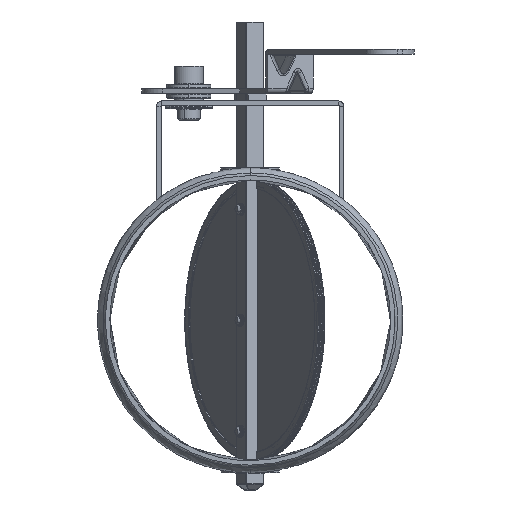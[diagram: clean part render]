
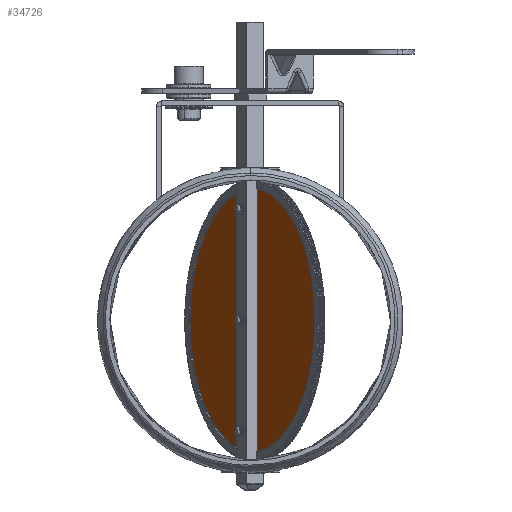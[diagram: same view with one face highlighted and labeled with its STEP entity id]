
A CAD part, left-side view. The second image highlights one B-rep face of the part: STEP entity #34726.
In plain terms, the highlighted free-form (B-spline) face has degree [1, 1] with [2, 2] control points.
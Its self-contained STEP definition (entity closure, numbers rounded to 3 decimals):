
#34488 = EDGE_CURVE('',#34489,#34491,#34493,.T.);
#34489 = VERTEX_POINT('',#34490);
#34490 = CARTESIAN_POINT('',(-111.271,71.225,
    162.807));
#34491 = VERTEX_POINT('',#34492);
#34492 = CARTESIAN_POINT('',(-111.271,71.225,
    247.976));
#34493 = ( BOUNDED_CURVE() B_SPLINE_CURVE(2,(#34494,#34495,#34496,#34497
,#34498),.UNSPECIFIED.,.F.,.F.) B_SPLINE_CURVE_WITH_KNOTS((3,2,3),(0.,
1.571,3.142),.PIECEWISE_BEZIER_KNOTS.) CURVE() 
GEOMETRIC_REPRESENTATION_ITEM() RATIONAL_B_SPLINE_CURVE((1.,
0.707,1.,0.707,1.)) REPRESENTATION_ITEM('') );
#34494 = CARTESIAN_POINT('',(-111.271,71.225,
    162.807));
#34495 = CARTESIAN_POINT('',(-73.855,91.56,
    162.807));
#34496 = CARTESIAN_POINT('',(-73.855,91.56,
    205.391));
#34497 = CARTESIAN_POINT('',(-73.855,91.56,
    247.976));
#34498 = CARTESIAN_POINT('',(-111.271,71.225,
    247.976));
#34537 = VERTEX_POINT('',#34538);
#34538 = CARTESIAN_POINT('',(-111.271,71.225,
    168.269));
#34556 = VERTEX_POINT('',#34557);
#34557 = CARTESIAN_POINT('',(-111.271,71.225,
    172.157));
#34562 = EDGE_CURVE('',#34556,#34537,#34563,.T.);
#34563 = ( BOUNDED_CURVE() B_SPLINE_CURVE(2,(#34564,#34565,#34566,#34567
,#34568),.UNSPECIFIED.,.F.,.F.) B_SPLINE_CURVE_WITH_KNOTS((3,2,3),(
    3.142,4.712,6.283),
.PIECEWISE_BEZIER_KNOTS.) CURVE() GEOMETRIC_REPRESENTATION_ITEM() 
RATIONAL_B_SPLINE_CURVE((1.,0.707,1.,0.707,1.)) 
REPRESENTATION_ITEM('') );
#34564 = CARTESIAN_POINT('',(-111.271,71.225,
    172.157));
#34565 = CARTESIAN_POINT('',(-112.979,70.297,
    172.157));
#34566 = CARTESIAN_POINT('',(-112.979,70.297,
    170.213));
#34567 = CARTESIAN_POINT('',(-112.979,70.297,
    168.269));
#34568 = CARTESIAN_POINT('',(-111.271,71.225,
    168.269));
#34585 = VERTEX_POINT('',#34586);
#34586 = CARTESIAN_POINT('',(-111.271,71.225,
    203.447));
#34604 = VERTEX_POINT('',#34605);
#34605 = CARTESIAN_POINT('',(-111.271,71.225,
    207.335));
#34610 = EDGE_CURVE('',#34604,#34585,#34611,.T.);
#34611 = ( BOUNDED_CURVE() B_SPLINE_CURVE(2,(#34612,#34613,#34614,#34615
,#34616),.UNSPECIFIED.,.F.,.F.) B_SPLINE_CURVE_WITH_KNOTS((3,2,3),(
    3.142,4.712,6.283),
.PIECEWISE_BEZIER_KNOTS.) CURVE() GEOMETRIC_REPRESENTATION_ITEM() 
RATIONAL_B_SPLINE_CURVE((1.,0.707,1.,0.707,1.)) 
REPRESENTATION_ITEM('') );
#34612 = CARTESIAN_POINT('',(-111.271,71.225,
    207.335));
#34613 = CARTESIAN_POINT('',(-112.979,70.297,
    207.335));
#34614 = CARTESIAN_POINT('',(-112.979,70.297,
    205.391));
#34615 = CARTESIAN_POINT('',(-112.979,70.297,
    203.447));
#34616 = CARTESIAN_POINT('',(-111.271,71.225,
    203.447));
#34633 = VERTEX_POINT('',#34634);
#34634 = CARTESIAN_POINT('',(-111.271,71.225,
    238.626));
#34652 = VERTEX_POINT('',#34653);
#34653 = CARTESIAN_POINT('',(-111.271,71.225,
    242.514));
#34658 = EDGE_CURVE('',#34652,#34633,#34659,.T.);
#34659 = ( BOUNDED_CURVE() B_SPLINE_CURVE(2,(#34660,#34661,#34662,#34663
,#34664),.UNSPECIFIED.,.F.,.F.) B_SPLINE_CURVE_WITH_KNOTS((3,2,3),(
    3.142,4.712,6.283),
.PIECEWISE_BEZIER_KNOTS.) CURVE() GEOMETRIC_REPRESENTATION_ITEM() 
RATIONAL_B_SPLINE_CURVE((1.,0.707,1.,0.707,1.)) 
REPRESENTATION_ITEM('') );
#34660 = CARTESIAN_POINT('',(-111.271,71.225,
    242.514));
#34661 = CARTESIAN_POINT('',(-112.979,70.297,
    242.514));
#34662 = CARTESIAN_POINT('',(-112.979,70.297,
    240.57));
#34663 = CARTESIAN_POINT('',(-112.979,70.297,
    238.626));
#34664 = CARTESIAN_POINT('',(-111.271,71.225,
    238.626));
#34726 = ADVANCED_FACE('',(#34727,#34738,#34749,#34760),#34771,.T.);
#34727 = FACE_BOUND('',#34728,.T.);
#34728 = EDGE_LOOP('',(#34729,#34737));
#34729 = ORIENTED_EDGE('',*,*,#34730,.T.);
#34730 = EDGE_CURVE('',#34633,#34652,#34731,.T.);
#34731 = ( BOUNDED_CURVE() B_SPLINE_CURVE(2,(#34732,#34733,#34734,#34735
,#34736),.UNSPECIFIED.,.F.,.F.) B_SPLINE_CURVE_WITH_KNOTS((3,2,3),(0.,
1.571,3.142),.PIECEWISE_BEZIER_KNOTS.) CURVE() 
GEOMETRIC_REPRESENTATION_ITEM() RATIONAL_B_SPLINE_CURVE((1.,
0.707,1.,0.707,1.)) REPRESENTATION_ITEM('') );
#34732 = CARTESIAN_POINT('',(-111.271,71.225,
    238.626));
#34733 = CARTESIAN_POINT('',(-109.563,72.153,
    238.626));
#34734 = CARTESIAN_POINT('',(-109.563,72.153,
    240.57));
#34735 = CARTESIAN_POINT('',(-109.563,72.153,
    242.514));
#34736 = CARTESIAN_POINT('',(-111.271,71.225,
    242.514));
#34737 = ORIENTED_EDGE('',*,*,#34658,.T.);
#34738 = FACE_BOUND('',#34739,.T.);
#34739 = EDGE_LOOP('',(#34740,#34748));
#34740 = ORIENTED_EDGE('',*,*,#34741,.T.);
#34741 = EDGE_CURVE('',#34585,#34604,#34742,.T.);
#34742 = ( BOUNDED_CURVE() B_SPLINE_CURVE(2,(#34743,#34744,#34745,#34746
,#34747),.UNSPECIFIED.,.F.,.F.) B_SPLINE_CURVE_WITH_KNOTS((3,2,3),(0.,
1.571,3.142),.PIECEWISE_BEZIER_KNOTS.) CURVE() 
GEOMETRIC_REPRESENTATION_ITEM() RATIONAL_B_SPLINE_CURVE((1.,
0.707,1.,0.707,1.)) REPRESENTATION_ITEM('') );
#34743 = CARTESIAN_POINT('',(-111.271,71.225,
    203.447));
#34744 = CARTESIAN_POINT('',(-109.563,72.153,
    203.447));
#34745 = CARTESIAN_POINT('',(-109.563,72.153,
    205.391));
#34746 = CARTESIAN_POINT('',(-109.563,72.153,
    207.335));
#34747 = CARTESIAN_POINT('',(-111.271,71.225,
    207.335));
#34748 = ORIENTED_EDGE('',*,*,#34610,.T.);
#34749 = FACE_BOUND('',#34750,.T.);
#34750 = EDGE_LOOP('',(#34751,#34759));
#34751 = ORIENTED_EDGE('',*,*,#34752,.T.);
#34752 = EDGE_CURVE('',#34537,#34556,#34753,.T.);
#34753 = ( BOUNDED_CURVE() B_SPLINE_CURVE(2,(#34754,#34755,#34756,#34757
,#34758),.UNSPECIFIED.,.F.,.F.) B_SPLINE_CURVE_WITH_KNOTS((3,2,3),(0.,
1.571,3.142),.PIECEWISE_BEZIER_KNOTS.) CURVE() 
GEOMETRIC_REPRESENTATION_ITEM() RATIONAL_B_SPLINE_CURVE((1.,
0.707,1.,0.707,1.)) REPRESENTATION_ITEM('') );
#34754 = CARTESIAN_POINT('',(-111.271,71.225,
    168.269));
#34755 = CARTESIAN_POINT('',(-109.563,72.153,
    168.269));
#34756 = CARTESIAN_POINT('',(-109.563,72.153,
    170.213));
#34757 = CARTESIAN_POINT('',(-109.563,72.153,
    172.157));
#34758 = CARTESIAN_POINT('',(-111.271,71.225,
    172.157));
#34759 = ORIENTED_EDGE('',*,*,#34562,.T.);
#34760 = FACE_BOUND('',#34761,.T.);
#34761 = EDGE_LOOP('',(#34762,#34763));
#34762 = ORIENTED_EDGE('',*,*,#34488,.F.);
#34763 = ORIENTED_EDGE('',*,*,#34764,.F.);
#34764 = EDGE_CURVE('',#34491,#34489,#34765,.T.);
#34765 = ( BOUNDED_CURVE() B_SPLINE_CURVE(2,(#34766,#34767,#34768,#34769
,#34770),.UNSPECIFIED.,.F.,.F.) B_SPLINE_CURVE_WITH_KNOTS((3,2,3),(
    3.142,4.712,6.283),
.PIECEWISE_BEZIER_KNOTS.) CURVE() GEOMETRIC_REPRESENTATION_ITEM() 
RATIONAL_B_SPLINE_CURVE((1.,0.707,1.,0.707,1.)) 
REPRESENTATION_ITEM('') );
#34766 = CARTESIAN_POINT('',(-111.271,71.225,
    247.976));
#34767 = CARTESIAN_POINT('',(-148.686,50.89,
    247.976));
#34768 = CARTESIAN_POINT('',(-148.686,50.89,
    205.391));
#34769 = CARTESIAN_POINT('',(-148.686,50.89,
    162.807));
#34770 = CARTESIAN_POINT('',(-111.271,71.225,
    162.807));
#34771 = B_SPLINE_SURFACE_WITH_KNOTS('',1,1,(
    (#34772,#34773)
    ,(#34774,#34775
    )),.UNSPECIFIED.,.F.,.F.,.F.,(2,2),(2,2),(-46.,46.),(-46.,46.),
  .PIECEWISE_BEZIER_KNOTS.);
#34772 = CARTESIAN_POINT('',(-148.686,50.89,
    162.807));
#34773 = CARTESIAN_POINT('',(-73.855,91.56,
    162.807));
#34774 = CARTESIAN_POINT('',(-148.686,50.89,
    247.976));
#34775 = CARTESIAN_POINT('',(-73.855,91.56,
    247.976));
